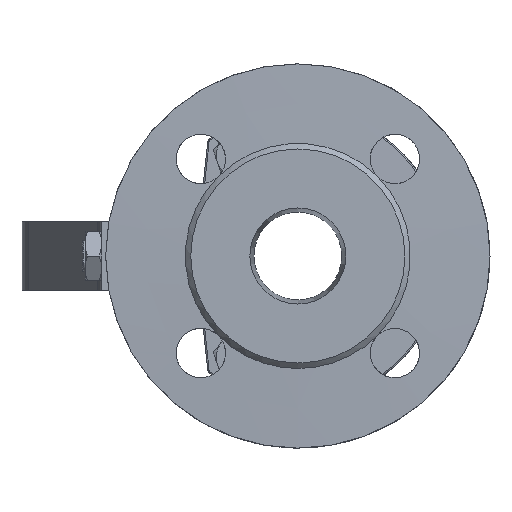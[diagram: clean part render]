
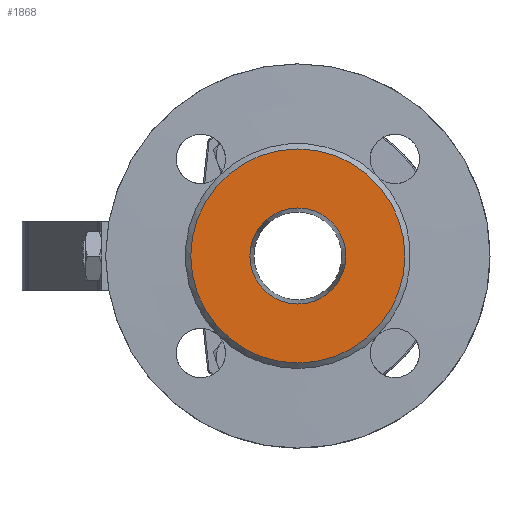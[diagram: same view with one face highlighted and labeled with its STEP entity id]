
A CAD part, left-side view. The second image highlights one B-rep face of the part: STEP entity #1868.
In plain terms, the highlighted planar face has unit normal (-1, 0, 0).
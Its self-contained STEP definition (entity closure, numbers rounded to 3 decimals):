
#1868 = ADVANCED_FACE( 'NONE', ( #3837, #3838 ), #3839, .F. );
#3837 = FACE_OUTER_BOUND( '', #11710, .T. );
#3838 = FACE_BOUND( '', #11711, .T. );
#3839 = PLANE( '', #11712 );
#11710 = EDGE_LOOP( '', ( #16936 ) );
#11711 = EDGE_LOOP( '', ( #16937 ) );
#11712 = AXIS2_PLACEMENT_3D( '', #16938, #16939, #16940 );
#16936 = ORIENTED_EDGE( '', *, *, #18952, .F. );
#16937 = ORIENTED_EDGE( '', *, *, #18836, .T. );
#16938 = CARTESIAN_POINT( '', ( -78., 39., 0. ) );
#16939 = DIRECTION( '', ( 1., 0., 0. ) );
#16940 = DIRECTION( '', ( 0., 0., 1. ) );
#18836 = EDGE_CURVE( 'NONE', #21894, #21894, #21895, .T. );
#18952 = EDGE_CURVE( 'NONE', #22035, #22035, #22036, .T. );
#21894 = VERTEX_POINT( '', #30937 );
#21895 = CIRCLE( '', #30938, 17.5 );
#22035 = VERTEX_POINT( '', #31826 );
#22036 = CIRCLE( '', #31827, 39. );
#30937 = CARTESIAN_POINT( '', ( -78., 0., -17.5 ) );
#30938 = AXIS2_PLACEMENT_3D( '', #35159, #35160, #35161 );
#31826 = CARTESIAN_POINT( '', ( -78., 0., -39. ) );
#31827 = AXIS2_PLACEMENT_3D( '', #35244, #35245, #35246 );
#35159 = CARTESIAN_POINT( '', ( -78., 0., 0. ) );
#35160 = DIRECTION( '', ( 1., 0., 0. ) );
#35161 = DIRECTION( '', ( 0., 0., -1. ) );
#35244 = CARTESIAN_POINT( '', ( -78., 0., 0. ) );
#35245 = DIRECTION( '', ( 1., 0., 0. ) );
#35246 = DIRECTION( '', ( 0., 0., -1. ) );
